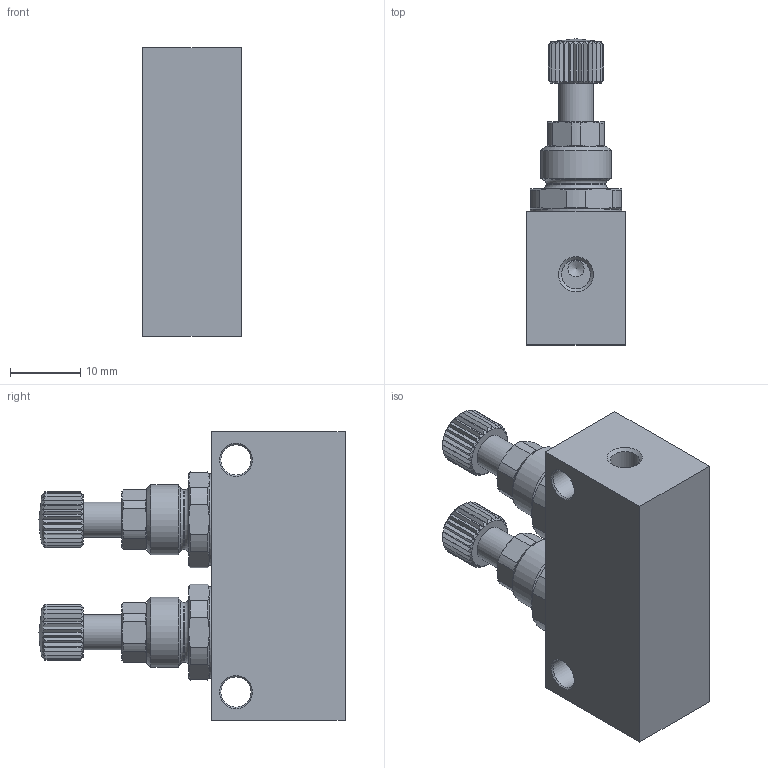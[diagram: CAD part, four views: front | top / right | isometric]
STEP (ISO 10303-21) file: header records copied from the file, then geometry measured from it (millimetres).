
FILE_DESCRIPTION(/* description */ ('STEP AP214'),/* implementation_level */ '2;1');
FILE_NAME(/* name */ '152611_GR-M5X2-B',/* time_stamp */ '2024-08-28T22:43:37+02:00',/* author */ ('License CC BY-ND 4.0'),/* organization */ ('CADENAS'),/* preprocessor_version */ 'ST-DEVELOPER v19.3',/* originating_system */ 'PARTsolutions',/* authorisation */ ' ');
FILE_SCHEMA (('AUTOMOTIVE_DESIGN {1 0 10303 214 3 1 1}'));
Length unit declared in the file: millimetre
Products named in the file (1): 152611 GR-M5x2-B---(0)
Bounding box: 14 x 43.5 x 41 mm (x, y, z)
Volume: 13180.8 mm3; surface area: 5336.7 mm2
Topology: 1 solids, 1 shells, 268 faces, 697 edges, 441 vertices
Faces by surface type: plane 160, cone 64, cylinder 38, torus 4, sphere 2
Full cylindrical faces by diameter (mm): 2.3 x2, 4.134 x2, 4.3 x2, 5 x2, 8.5 x2, 10 x2, 13 x2
Entity records: 8210 total; most frequent: CARTESIAN_POINT 2367, ORIENTED_EDGE 1308, DIRECTION 994, EDGE_CURVE 654, VERTEX_POINT 436, AXIS2_PLACEMENT_3D 407, B_SPLINE_CURVE_WITH_KNOTS 336, FACE_BOUND 320
